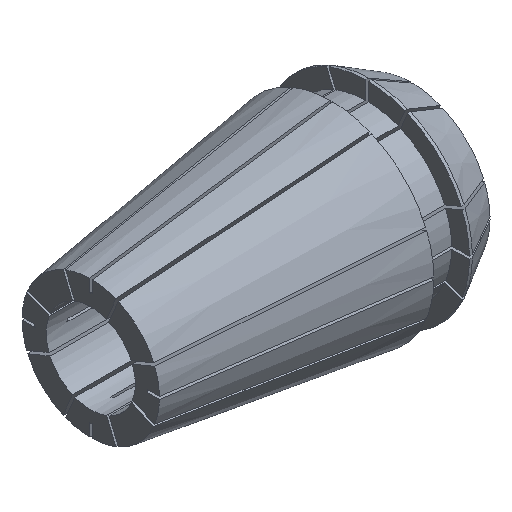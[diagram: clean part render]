
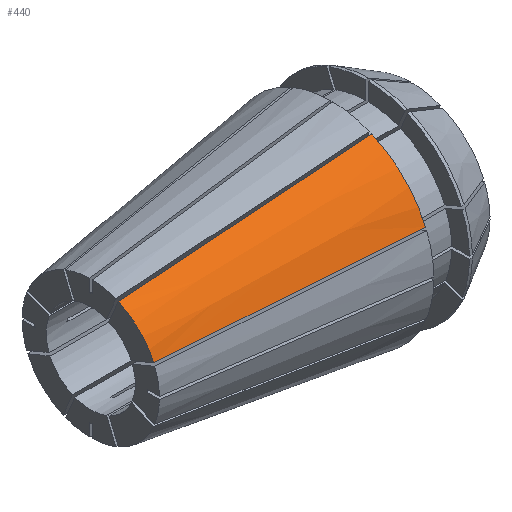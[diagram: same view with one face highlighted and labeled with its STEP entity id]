
A CAD part, isometric view. The second image highlights one B-rep face of the part: STEP entity #440.
In plain terms, the highlighted conical face has half-angle 8 degrees and reference radius 5.753 mm.
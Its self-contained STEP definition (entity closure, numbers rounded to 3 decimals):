
#177 = CARTESIAN_POINT ( 'NONE',  ( 0., -1.545, 3.533 ) ) ;
#285 = CARTESIAN_POINT ( 'NONE',  ( 10.166, -2.091, 4.853 ) ) ;
#316 = DIRECTION ( 'NONE',  ( -1., 0., 0. ) ) ;
#320 = CARTESIAN_POINT ( 'NONE',  ( 6.832, -1.912, 4.42 ) ) ;
#337 = DIRECTION ( 'NONE',  ( 1., 0., 0. ) ) ;
#434 = CARTESIAN_POINT ( 'NONE',  ( 6.703, -4.403, 1.905 ) ) ;
#440 = ADVANCED_FACE ( 'NONE', ( #5065 ), #3735, .T. ) ;
#522 = CARTESIAN_POINT ( 'NONE',  ( 13.5, -5.286, 2.271 ) ) ;
#653 = CARTESIAN_POINT ( 'NONE',  ( 2.332, -1.67, 3.836 ) ) ;
#742 = VERTEX_POINT ( 'NONE', #177 ) ;
#750 = VERTEX_POINT ( 'NONE', #4942 ) ;
#770 = DIRECTION ( 'NONE',  ( 0., 0., -1. ) ) ;
#825 = CARTESIAN_POINT ( 'NONE',  ( 11.234, -4.992, 2.149 ) ) ;
#879 = B_SPLINE_CURVE_WITH_KNOTS ( 'NONE', 3,
 ( #4407, #1619, #2814, #434, #3225, #825, #3622 ),
 .UNSPECIFIED., .F., .F.,
 ( 4, 3, 4 ),
 ( 0., 0.007, 0.014 ),
 .UNSPECIFIED. ) ;
#899 = VERTEX_POINT ( 'NONE', #1289 ) ;
#1185 = B_SPLINE_CURVE_WITH_KNOTS ( 'NONE', 3,
 ( #3888, #285, #320, #1547, #653, #1503, #2285 ),
 .UNSPECIFIED., .F., .F.,
 ( 4, 3, 4 ),
 ( 0., 0.01, 0.014 ),
 .UNSPECIFIED. ) ;
#1289 = CARTESIAN_POINT ( 'NONE',  ( 13.5, -2.271, 5.286 ) ) ;
#1488 = CARTESIAN_POINT ( 'NONE',  ( 13.5, 0., 0. ) ) ;
#1503 = CARTESIAN_POINT ( 'NONE',  ( 1.166, -1.607, 3.684 ) ) ;
#1547 = CARTESIAN_POINT ( 'NONE',  ( 3.498, -1.733, 3.987 ) ) ;
#1576 = CIRCLE ( 'NONE', #1833, 5.753 ) ;
#1619 = CARTESIAN_POINT ( 'NONE',  ( 2.234, -3.823, 1.665 ) ) ;
#1755 = EDGE_CURVE ( 'NONE', #899, #742, #1185, .T. ) ;
#1782 = CARTESIAN_POINT ( 'NONE',  ( 13.5, 0., 0. ) ) ;
#1833 = AXIS2_PLACEMENT_3D ( 'NONE', #1782, #4575, #2192 ) ;
#2192 = DIRECTION ( 'NONE',  ( 0., 0., 1. ) ) ;
#2231 = ORIENTED_EDGE ( 'NONE', *, *, #3106, .T. ) ;
#2285 = CARTESIAN_POINT ( 'NONE',  ( 0., -1.545, 3.533 ) ) ;
#2325 = ORIENTED_EDGE ( 'NONE', *, *, #1755, .T. ) ;
#2580 = VERTEX_POINT ( 'NONE', #522 ) ;
#2710 = CARTESIAN_POINT ( 'NONE',  ( 0., 0., 0. ) ) ;
#2790 = AXIS2_PLACEMENT_3D ( 'NONE', #2710, #316, #3111 ) ;
#2814 = CARTESIAN_POINT ( 'NONE',  ( 4.469, -4.113, 1.785 ) ) ;
#2976 = ORIENTED_EDGE ( 'NONE', *, *, #4302, .F. ) ;
#3085 = EDGE_LOOP ( 'NONE', ( #2231, #2325, #2976, #5183 ) ) ;
#3106 = EDGE_CURVE ( 'NONE', #2580, #899, #1576, .T. ) ;
#3111 = DIRECTION ( 'NONE',  ( 0., 0., 1. ) ) ;
#3225 = CARTESIAN_POINT ( 'NONE',  ( 8.969, -4.697, 2.027 ) ) ;
#3622 = CARTESIAN_POINT ( 'NONE',  ( 13.5, -5.286, 2.271 ) ) ;
#3670 = CIRCLE ( 'NONE', #2790, 3.856 ) ;
#3735 = CONICAL_SURFACE ( 'NONE', #4678, 5.753, 0.14 ) ;
#3888 = CARTESIAN_POINT ( 'NONE',  ( 13.5, -2.271, 5.286 ) ) ;
#4302 = EDGE_CURVE ( 'NONE', #750, #742, #3670, .T. ) ;
#4407 = CARTESIAN_POINT ( 'NONE',  ( 0., -3.533, 1.545 ) ) ;
#4575 = DIRECTION ( 'NONE',  ( -1., 0., 0. ) ) ;
#4678 = AXIS2_PLACEMENT_3D ( 'NONE', #1488, #337, #770 ) ;
#4846 = EDGE_CURVE ( 'NONE', #750, #2580, #879, .T. ) ;
#4942 = CARTESIAN_POINT ( 'NONE',  ( 0., -3.533, 1.545 ) ) ;
#5065 = FACE_OUTER_BOUND ( 'NONE', #3085, .T. ) ;
#5183 = ORIENTED_EDGE ( 'NONE', *, *, #4846, .T. ) ;
